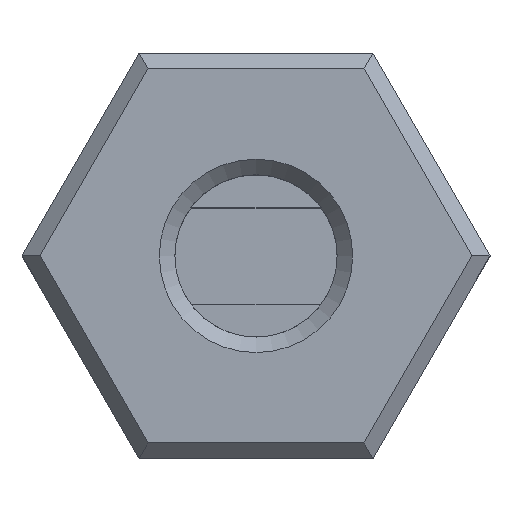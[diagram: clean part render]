
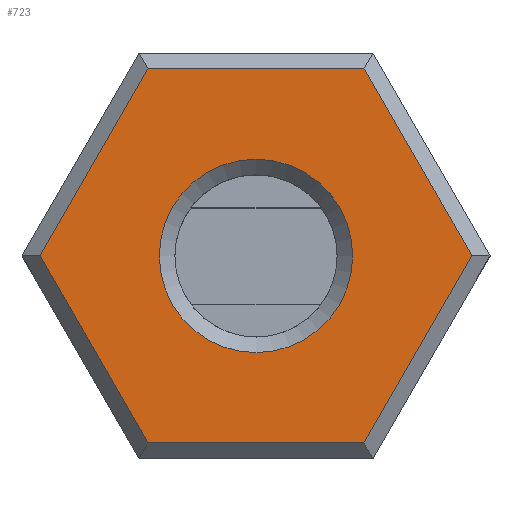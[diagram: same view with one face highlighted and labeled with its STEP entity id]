
A CAD part, top view. The second image highlights one B-rep face of the part: STEP entity #723.
In plain terms, the highlighted planar face has unit normal (0, 0, 1).
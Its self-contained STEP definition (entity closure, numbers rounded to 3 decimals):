
#18=FACE_BOUND('',#108,.T.);
#29=PLANE('',#769);
#65=FACE_OUTER_BOUND('',#107,.T.);
#107=EDGE_LOOP('',(#565,#566,#567,#568,#569,#570));
#108=EDGE_LOOP('',(#571));
#128=CIRCLE('',#770,3.1);
#193=LINE('',#1519,#249);
#197=LINE('',#1527,#253);
#200=LINE('',#1533,#256);
#203=LINE('',#1539,#259);
#207=LINE('',#1547,#263);
#210=LINE('',#1551,#266);
#249=VECTOR('',#849,10.);
#253=VECTOR('',#855,10.);
#256=VECTOR('',#860,10.);
#259=VECTOR('',#865,10.);
#263=VECTOR('',#871,10.);
#266=VECTOR('',#876,10.);
#325=VERTEX_POINT('',#1517);
#326=VERTEX_POINT('',#1518);
#329=VERTEX_POINT('',#1526);
#331=VERTEX_POINT('',#1532);
#333=VERTEX_POINT('',#1538);
#336=VERTEX_POINT('',#1546);
#341=VERTEX_POINT('',#1567);
#408=EDGE_CURVE('',#325,#326,#193,.T.);
#412=EDGE_CURVE('',#326,#329,#197,.T.);
#415=EDGE_CURVE('',#329,#331,#200,.T.);
#418=EDGE_CURVE('',#331,#333,#203,.T.);
#422=EDGE_CURVE('',#333,#336,#207,.T.);
#425=EDGE_CURVE('',#336,#325,#210,.T.);
#433=EDGE_CURVE('',#341,#341,#128,.T.);
#565=ORIENTED_EDGE('',*,*,#408,.F.);
#566=ORIENTED_EDGE('',*,*,#425,.F.);
#567=ORIENTED_EDGE('',*,*,#422,.F.);
#568=ORIENTED_EDGE('',*,*,#418,.F.);
#569=ORIENTED_EDGE('',*,*,#415,.F.);
#570=ORIENTED_EDGE('',*,*,#412,.F.);
#571=ORIENTED_EDGE('',*,*,#433,.F.);
#723=ADVANCED_FACE('',(#65,#18),#29,.T.);
#769=AXIS2_PLACEMENT_3D('',#1566,#890,#891);
#770=AXIS2_PLACEMENT_3D('',#1568,#892,#893);
#849=DIRECTION('',(-0.5,0.866,0.));
#855=DIRECTION('',(0.5,0.866,0.));
#860=DIRECTION('',(1.,0.,0.));
#865=DIRECTION('',(0.5,-0.866,0.));
#871=DIRECTION('',(-0.5,-0.866,0.));
#876=DIRECTION('',(-1.,0.,0.));
#890=DIRECTION('center_axis',(0.,0.,1.));
#891=DIRECTION('ref_axis',(1.,0.,0.));
#892=DIRECTION('center_axis',(0.,0.,1.));
#893=DIRECTION('ref_axis',(1.,0.,0.));
#1517=CARTESIAN_POINT('',(-3.461,-5.995,13.4));
#1518=CARTESIAN_POINT('',(-6.923,0.,13.4));
#1519=CARTESIAN_POINT('',(-6.129,-1.374,13.4));
#1526=CARTESIAN_POINT('',(-3.461,5.995,13.4));
#1527=CARTESIAN_POINT('',(-4.254,4.621,13.4));
#1532=CARTESIAN_POINT('',(3.461,5.995,13.4));
#1533=CARTESIAN_POINT('',(1.875,5.995,13.4));
#1538=CARTESIAN_POINT('',(6.923,0.,13.4));
#1539=CARTESIAN_POINT('',(6.129,1.374,13.4));
#1546=CARTESIAN_POINT('',(3.461,-5.995,13.4));
#1547=CARTESIAN_POINT('',(4.254,-4.621,13.4));
#1551=CARTESIAN_POINT('',(-1.875,-5.995,13.4));
#1566=CARTESIAN_POINT('Origin',(0.,0.,
13.4));
#1567=CARTESIAN_POINT('',(-3.1,0.,13.4));
#1568=CARTESIAN_POINT('Origin',(0.,0.,13.4));
